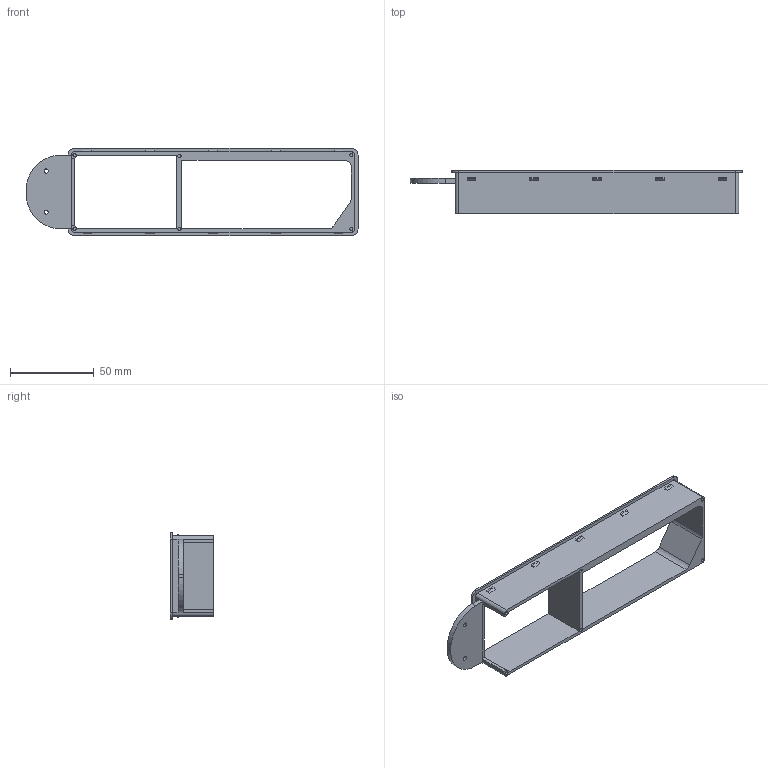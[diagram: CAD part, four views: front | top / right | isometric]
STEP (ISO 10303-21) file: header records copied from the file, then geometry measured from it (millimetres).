
FILE_DESCRIPTION(/* description */ (''),/* implementation_level */ '2;1');
FILE_NAME(/* name */ 'storage_tray.step',/* time_stamp */ '2022-01-31T12:52:27+01:00',/* author */ (''),/* organization */ (''),/* preprocessor_version */ 'ST-DEVELOPER v18.1',/* originating_system */ 'Autodesk Translation Framework v10.13.0.1454',/* authorisation */ '');
FILE_SCHEMA (('AUTOMOTIVE_DESIGN { 1 0 10303 214 3 1 1 }'));
Length unit declared in the file: millimetre
Products named in the file (1): storage
Bounding box: 198 x 26 x 52 mm (x, y, z)
Volume: 38584.8 mm3; surface area: 29259.5 mm2
Topology: 1 solids, 1 shells, 114 faces, 280 edges, 184 vertices
Faces by surface type: plane 93, cylinder 21
Full cylindrical faces by diameter (mm): 2 x6, 2.5 x2
Entity records: 3360 total; most frequent: CARTESIAN_POINT 579, ORIENTED_EDGE 560, DIRECTION 552, EDGE_CURVE 280, LINE 238, VECTOR 238, VERTEX_POINT 184, AXIS2_PLACEMENT_3D 157
